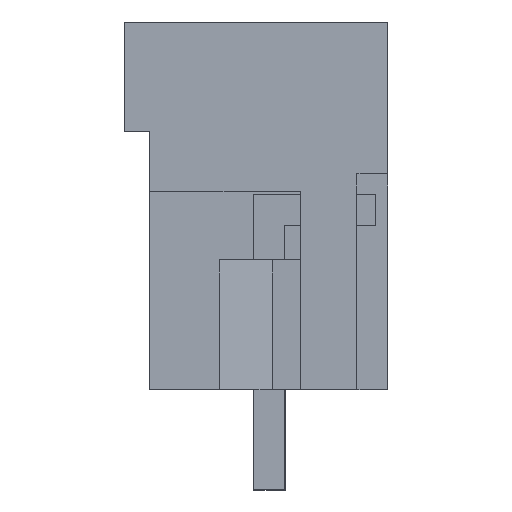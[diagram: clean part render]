
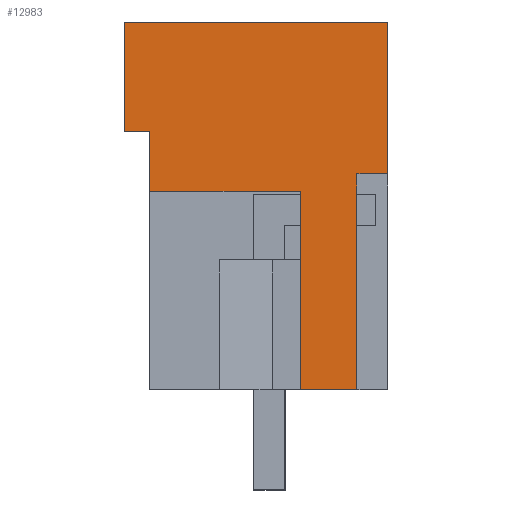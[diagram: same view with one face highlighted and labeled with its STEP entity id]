
A CAD part, left-side view. The second image highlights one B-rep face of the part: STEP entity #12983.
In plain terms, the highlighted planar face has unit normal (-1, 0, 0).
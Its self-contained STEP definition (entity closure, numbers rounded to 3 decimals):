
#12959=AXIS2_PLACEMENT_3D('Plane Axis2P3D',#12956,#12957,#12958) ;
#555=CARTESIAN_POINT('Vertex',(0.,8.405,14.95)) ;
#558=CARTESIAN_POINT('Line Origine',(0.,4.203,14.95)) ;
#562=CARTESIAN_POINT('Vertex',(0.,0.,14.95)) ;
#3782=CARTESIAN_POINT('Vertex',(0.,8.405,11.45)) ;
#3785=CARTESIAN_POINT('Line Origine',(0.,8.405,13.2)) ;
#11958=CARTESIAN_POINT('Vertex',(0.,2.785,9.55)) ;
#11963=CARTESIAN_POINT('Line Origine',(0.,5.193,9.55)) ;
#11967=CARTESIAN_POINT('Vertex',(0.,7.6,9.55)) ;
#12042=CARTESIAN_POINT('Vertex',(0.,2.785,3.2)) ;
#12045=CARTESIAN_POINT('Line Origine',(0.,2.785,6.375)) ;
#12077=CARTESIAN_POINT('Vertex',(0.,0.,10.096)) ;
#12082=CARTESIAN_POINT('Line Origine',(0.,0.489,10.096)) ;
#12086=CARTESIAN_POINT('Vertex',(0.,0.978,10.096)) ;
#12155=CARTESIAN_POINT('Vertex',(0.,0.978,3.2)) ;
#12158=CARTESIAN_POINT('Line Origine',(0.,1.881,3.2)) ;
#12553=CARTESIAN_POINT('Line Origine',(0.,7.6,10.5)) ;
#12557=CARTESIAN_POINT('Vertex',(0.,7.6,11.45)) ;
#12880=CARTESIAN_POINT('Line Origine',(0.,8.003,11.45)) ;
#12956=CARTESIAN_POINT('Axis2P3D Location',(0.,8.405,0.)) ;
#12961=CARTESIAN_POINT('Line Origine',(0.,0.978,6.648)) ;
#12966=CARTESIAN_POINT('Line Origine',(0.,0.,12.523)) ;
#559=DIRECTION('Vector Direction',(0.,1.,0.)) ;
#3786=DIRECTION('Vector Direction',(0.,0.,-1.)) ;
#11964=DIRECTION('Vector Direction',(0.,-1.,0.)) ;
#12046=DIRECTION('Vector Direction',(0.,0.,-1.)) ;
#12083=DIRECTION('Vector Direction',(0.,1.,0.)) ;
#12159=DIRECTION('Vector Direction',(0.,1.,0.)) ;
#12554=DIRECTION('Vector Direction',(0.,0.,-1.)) ;
#12881=DIRECTION('Vector Direction',(0.,1.,0.)) ;
#12957=DIRECTION('Axis2P3D Direction',(-1.,0.,0.)) ;
#12958=DIRECTION('Axis2P3D XDirection',(0.,-1.,0.)) ;
#12962=DIRECTION('Vector Direction',(0.,0.,-1.)) ;
#12967=DIRECTION('Vector Direction',(0.,0.,1.)) ;
#560=VECTOR('Line Direction',#559,1.) ;
#3787=VECTOR('Line Direction',#3786,1.) ;
#11965=VECTOR('Line Direction',#11964,1.) ;
#12047=VECTOR('Line Direction',#12046,1.) ;
#12084=VECTOR('Line Direction',#12083,1.) ;
#12160=VECTOR('Line Direction',#12159,1.) ;
#12555=VECTOR('Line Direction',#12554,1.) ;
#12882=VECTOR('Line Direction',#12881,1.) ;
#12963=VECTOR('Line Direction',#12962,1.) ;
#12968=VECTOR('Line Direction',#12967,1.) ;
#12972=ORIENTED_EDGE('',*,*,#12162,.T.) ;
#12973=ORIENTED_EDGE('',*,*,#12965,.F.) ;
#12974=ORIENTED_EDGE('',*,*,#12088,.F.) ;
#12975=ORIENTED_EDGE('',*,*,#12970,.T.) ;
#12976=ORIENTED_EDGE('',*,*,#564,.T.) ;
#12977=ORIENTED_EDGE('',*,*,#3789,.T.) ;
#12978=ORIENTED_EDGE('',*,*,#12884,.T.) ;
#12979=ORIENTED_EDGE('',*,*,#12559,.T.) ;
#12980=ORIENTED_EDGE('',*,*,#11969,.F.) ;
#12981=ORIENTED_EDGE('',*,*,#12049,.F.) ;
#12983=ADVANCED_FACE('HOUSING',(#12982),#12960,.T.) ;
#564=EDGE_CURVE('',#563,#556,#561,.T.) ;
#3789=EDGE_CURVE('',#556,#3783,#3788,.T.) ;
#11969=EDGE_CURVE('',#11959,#11968,#11966,.F.) ;
#12049=EDGE_CURVE('',#12043,#11959,#12048,.F.) ;
#12088=EDGE_CURVE('',#12078,#12087,#12085,.T.) ;
#12162=EDGE_CURVE('',#12043,#12156,#12161,.F.) ;
#12559=EDGE_CURVE('',#12558,#11968,#12556,.T.) ;
#12884=EDGE_CURVE('',#3783,#12558,#12883,.F.) ;
#12965=EDGE_CURVE('',#12087,#12156,#12964,.T.) ;
#12970=EDGE_CURVE('',#12078,#563,#12969,.T.) ;
#12971=EDGE_LOOP('',(#12972,#12973,#12974,#12975,#12976,#12977,#12978,#12979,#12980,#12981)) ;
#12982=FACE_OUTER_BOUND('',#12971,.T.) ;
#561=LINE('Line',#558,#560) ;
#3788=LINE('Line',#3785,#3787) ;
#11966=LINE('Line',#11963,#11965) ;
#12048=LINE('Line',#12045,#12047) ;
#12085=LINE('Line',#12082,#12084) ;
#12161=LINE('Line',#12158,#12160) ;
#12556=LINE('Line',#12553,#12555) ;
#12883=LINE('Line',#12880,#12882) ;
#12964=LINE('Line',#12961,#12963) ;
#12969=LINE('Line',#12966,#12968) ;
#12960=PLANE('',#12959) ;
#556=VERTEX_POINT('',#555) ;
#563=VERTEX_POINT('',#562) ;
#3783=VERTEX_POINT('',#3782) ;
#11959=VERTEX_POINT('',#11958) ;
#11968=VERTEX_POINT('',#11967) ;
#12043=VERTEX_POINT('',#12042) ;
#12078=VERTEX_POINT('',#12077) ;
#12087=VERTEX_POINT('',#12086) ;
#12156=VERTEX_POINT('',#12155) ;
#12558=VERTEX_POINT('',#12557) ;
